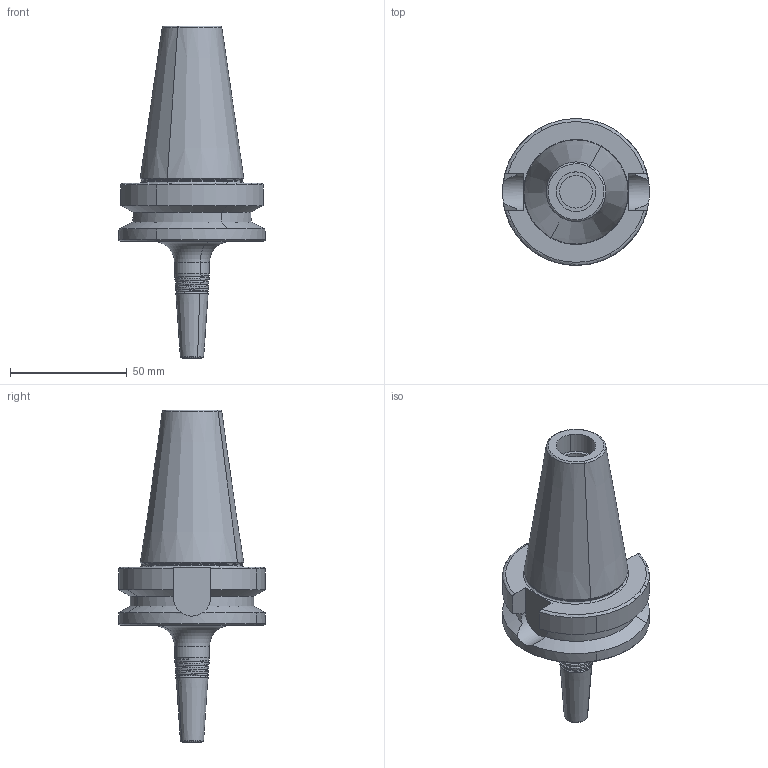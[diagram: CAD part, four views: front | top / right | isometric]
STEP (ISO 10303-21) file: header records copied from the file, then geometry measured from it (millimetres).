
FILE_DESCRIPTION(('CATIA V5 STEP','CAx-IF Rec.Pracs.--- Model Styling and Organization---1.2---2011-12-15'),'2;1');
FILE_NAME('4504579-D-M.stp','2015-06-24T04:21:09+00:00',('none'),('none'),'CATIA Version 5 Release 21 SP 5 (IN-10)','CATIA V5 STEP AP214','none');
FILE_SCHEMA(('AUTOMOTIVE_DESIGN { 1 0 10303 214 1 1 1 1 }'));
Length unit declared in the file: millimetre
Products named in the file (1): BT40 SRK 5X50
Bounding box: 63 x 63 x 142.4 mm (x, y, z)
Volume: 134507.2 mm3; surface area: 22751.3 mm2
Topology: 1 solids, 1 shells, 93 faces, 228 edges, 143 vertices
Faces by surface type: cone 28, cylinder 25, torus 18, plane 16, bspline 6
Entity records: 4152 total; most frequent: CARTESIAN_POINT 2221, ORIENTED_EDGE 456, DIRECTION 279, EDGE_CURVE 228, AXIS2_PLACEMENT_3D 156, VERTEX_POINT 143, EDGE_LOOP 99, CIRCLE 98
